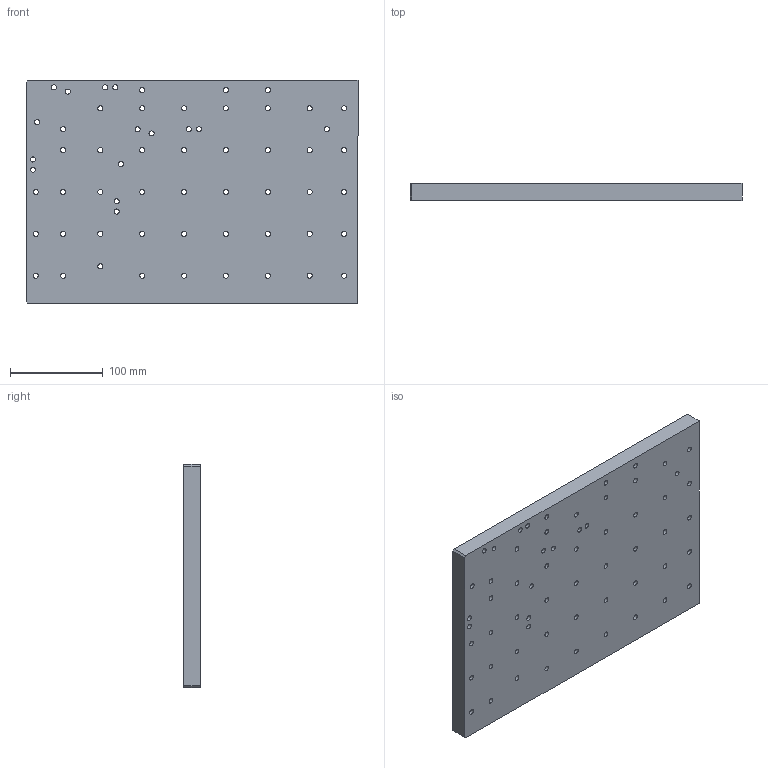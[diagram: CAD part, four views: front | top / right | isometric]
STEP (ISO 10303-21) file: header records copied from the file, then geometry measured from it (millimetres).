
FILE_DESCRIPTION (( 'STEP AP214' ), '1' );
FILE_NAME ('躇僅啣-諦誧桯尨.STEP', '2022-12-17T02:28:25', ( '' ), ( '' ), 'SwSTEP 2.0', 'SolidWorks 2019', '' );
FILE_SCHEMA (( 'AUTOMOTIVE_DESIGN' ));
Length unit declared in the file: millimetre
Products named in the file (1): 躇僅啣-諦誧桯尨
Bounding box: 357 x 18 x 240 mm (x, y, z)
Volume: 1516081.4 mm3; surface area: 208875.4 mm2
Topology: 1 solids, 1 shells, 69 faces, 204 edges, 137 vertices
Faces by surface type: cylinder 61, plane 8
Full cylindrical faces by diameter (mm): 5.5 x61
Entity records: 2330 total; most frequent: DIRECTION 402, CARTESIAN_POINT 344, ORIENTED_EDGE 280, EDGE_LOOP 252, AXIS2_PLACEMENT_3D 192, EDGE_CURVE 140, VERTEX_POINT 134, FACE_OUTER_BOUND 130
